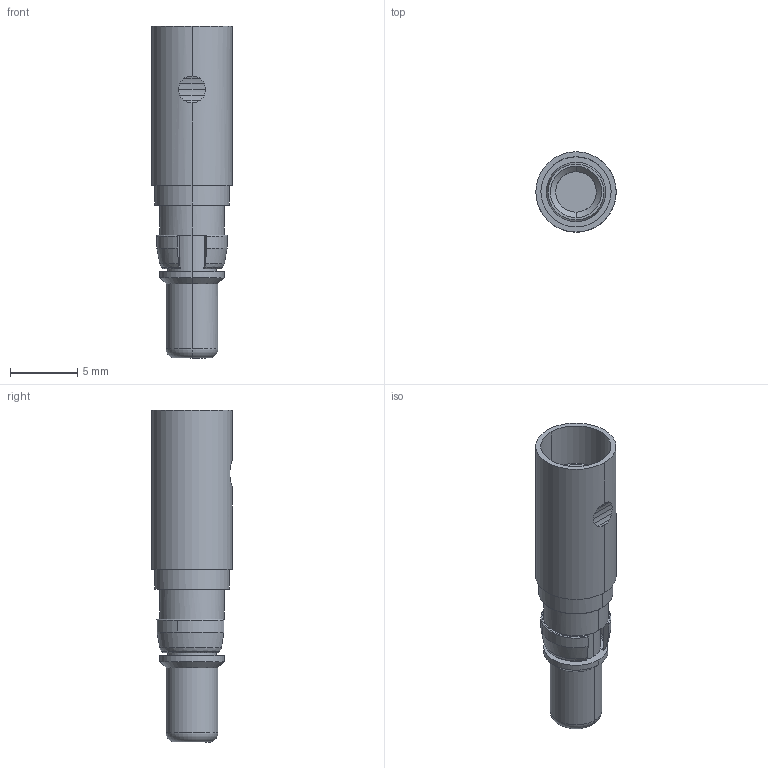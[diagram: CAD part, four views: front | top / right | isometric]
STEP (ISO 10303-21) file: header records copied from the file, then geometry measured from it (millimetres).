
FILE_DESCRIPTION(('CATIA V5 STEP Exchange','CAx-IF Rec.Pracs.--- Model Styling and Organization---1.4--- 2014-01-23'),'2;1');
FILE_NAME ('1255404-1_1', '2024-01-04T07:20:49+00:00', ('none'), ('Weidmueller'), 'CATIA Version 5-6 Release 2016 SP3 HF44', 'CATIA V5 STEP AP214', 'none');
FILE_SCHEMA(('AUTOMOTIVE_DESIGN { 1 0 10303 214 1 1 1 1 }'));
Length unit declared in the file: millimetre
Products named in the file (1): 2748670000
Bounding box: 5.95 x 5.95 x 24.6 mm (x, y, z)
Volume: 443.5 mm3; surface area: 598.3 mm2
Topology: 3 solids, 3 shells, 81 faces, 186 edges, 119 vertices
Faces by surface type: cylinder 26, revolution 18, plane 15, cone 12, extrusion 8, torus 2
Entity records: 2760 total; most frequent: CARTESIAN_POINT 1037, ORIENTED_EDGE 372, DIRECTION 254, EDGE_CURVE 186, AXIS2_PLACEMENT_3D 120, VERTEX_POINT 119, B_SPLINE_CURVE_WITH_KNOTS 90, EDGE_LOOP 89
